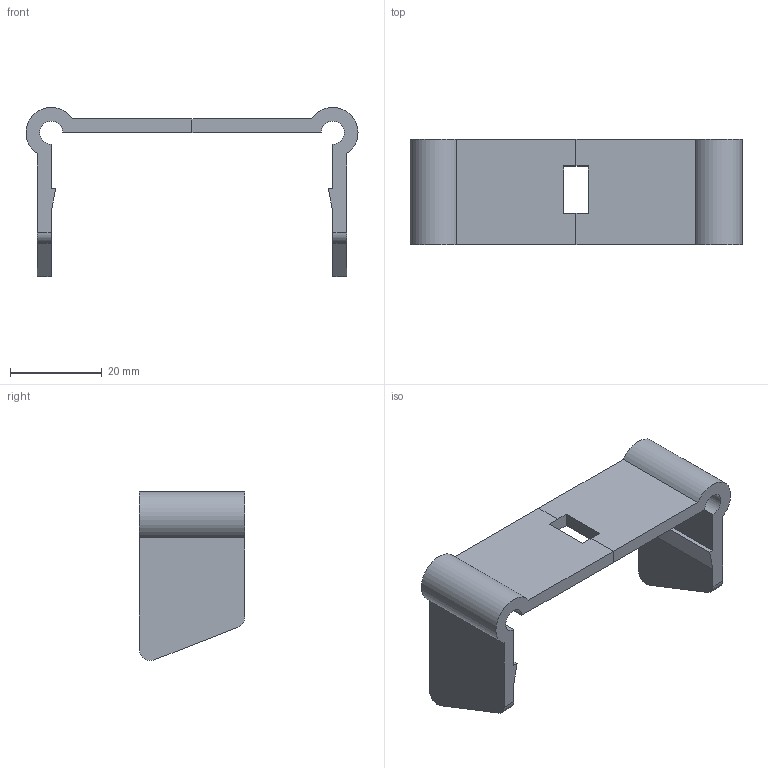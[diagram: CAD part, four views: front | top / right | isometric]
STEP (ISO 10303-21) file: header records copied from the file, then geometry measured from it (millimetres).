
FILE_DESCRIPTION(('FreeCAD Model'),'2;1');
FILE_NAME('Open CASCADE Shape Model','2023-12-06T14:39:54',(''),(''), 'Open CASCADE STEP processor 7.6','FreeCAD','Unknown');
FILE_SCHEMA(('AUTOMOTIVE_DESIGN { 1 0 10303 214 1 1 1 1 }'));
Length unit declared in the file: millimetre
Products named in the file (1): ears-3dp
Bounding box: 72.35 x 23 x 36.83 mm (x, y, z)
Volume: 9189 mm3; surface area: 7152.8 mm2
Topology: 1 solids, 1 shells, 32 faces, 92 edges, 60 vertices
Faces by surface type: plane 24, cylinder 8
Entity records: 1068 total; most frequent: CARTESIAN_POINT 185, ORIENTED_EDGE 184, DIRECTION 174, EDGE_CURVE 92, LINE 76, VECTOR 76, VERTEX_POINT 60, AXIS2_PLACEMENT_3D 49
